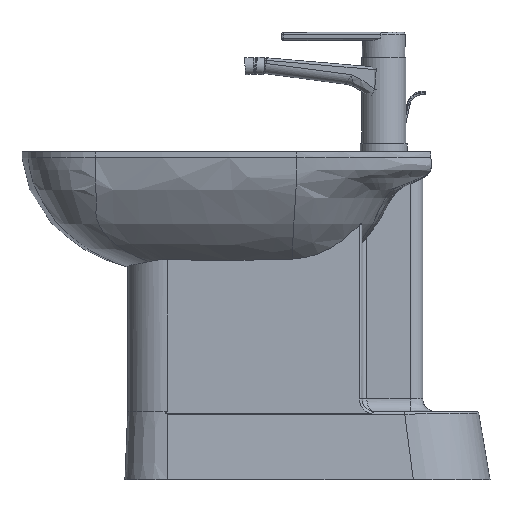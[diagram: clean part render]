
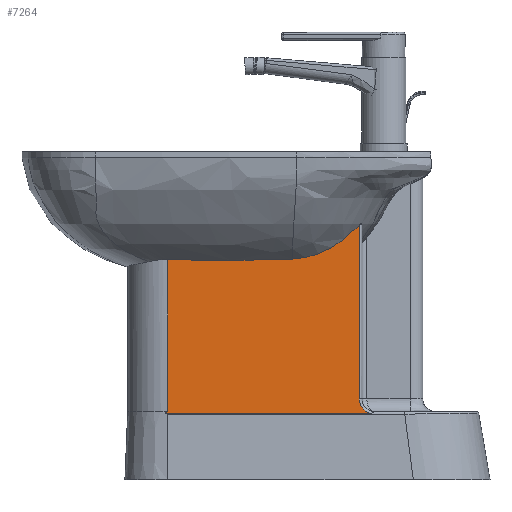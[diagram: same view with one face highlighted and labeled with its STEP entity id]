
A CAD part, front view. The second image highlights one B-rep face of the part: STEP entity #7264.
In plain terms, the highlighted planar face has unit normal (0, -1, 0).
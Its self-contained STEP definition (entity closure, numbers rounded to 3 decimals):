
#4880=CARTESIAN_POINT('',(-371.44,-91.682,-300.157));
#4881=VERTEX_POINT('',#4880);
#4906=CARTESIAN_POINT('',(-131.104,-91.682,-300.157));
#4907=VERTEX_POINT('',#4906);
#4942=CARTESIAN_POINT('',(-371.44,-91.682,-300.157));
#4943=DIRECTION('',(1.0,0.0,0.0));
#4944=VECTOR('',#4943,240.337);
#4945=LINE('',#4942,#4944);
#4946=EDGE_CURVE('',#4907,#4881,#4945,.F.);
#5765=CARTESIAN_POINT('',(-143.66,-91.682,-283.));
#5766=VERTEX_POINT('',#5765);
#5774=CARTESIAN_POINT('',(-125.66,-91.682,-283.));
#5775=DIRECTION('',(0.,-1.0,0.));
#5776=DIRECTION('',(-0.707,0.,-0.707));
#5777=AXIS2_PLACEMENT_3D('',#5774,#5775,#5776);
#5778=CIRCLE('',#5777,18.0);
#5779=EDGE_CURVE('',#5766,#4907,#5778,.T.);
#5792=CARTESIAN_POINT('',(-143.66,-91.682,-79.226));
#5793=VERTEX_POINT('',#5792);
#5811=CARTESIAN_POINT('',(-143.66,-91.682,-79.226));
#5812=DIRECTION('',(0.0,0.0,-1.0));
#5813=VECTOR('',#5812,203.774);
#5814=LINE('',#5811,#5813);
#5815=EDGE_CURVE('',#5793,#5766,#5814,.T.);
#6832=CARTESIAN_POINT('',(-368.56,-91.682,-298.));
#6833=VERTEX_POINT('',#6832);
#6834=CARTESIAN_POINT('',(-368.56,-91.682,-298.));
#6835=CARTESIAN_POINT('',(-369.999,-91.682,-298.));
#6836=CARTESIAN_POINT('',(-371.44,-91.682,-300.157));
#6844=(BOUNDED_CURVE()B_SPLINE_CURVE(2,(#6834,#6835,#6836),.UNSPECIFIED.,.F.,.U.)B_SPLINE_CURVE_WITH_KNOTS((3,3),(1.063,1.587),.UNSPECIFIED.)CURVE()GEOMETRIC_REPRESENTATION_ITEM()RATIONAL_B_SPLINE_CURVE((1.004,1.004,1.003))REPRESENTATION_ITEM(''));
#6845=EDGE_CURVE('',#6833,#4881,#6844,.T.);
#7124=CARTESIAN_POINT('',(-368.56,-91.682,-119.799));
#7125=VERTEX_POINT('',#7124);
#7126=CARTESIAN_POINT('',(-368.56,-91.682,-298.));
#7127=DIRECTION('',(0.0,0.0,1.0));
#7128=VECTOR('',#7127,178.201);
#7129=LINE('',#7126,#7128);
#7130=EDGE_CURVE('',#6833,#7125,#7129,.T.);
#7182=CARTESIAN_POINT('',(-140.66,-91.682,-303.));
#7183=DIRECTION('',(0.0,-1.0,0.0));
#7184=DIRECTION('',(0.0,0.0,-1.0));
#7185=AXIS2_PLACEMENT_3D('',#7182,#7183,#7184);
#7186=PLANE('',#7185);
#7187=ORIENTED_EDGE('',*,*,#5815,.F.);
#7188=CARTESIAN_POINT('',(-222.288,-91.682,-119.086));
#7189=VERTEX_POINT('',#7188);
#7190=CARTESIAN_POINT('',(-222.288,-91.682,-119.086));
#7191=CARTESIAN_POINT('',(-216.195,-91.682,-118.863));
#7192=CARTESIAN_POINT('',(-210.146,-91.682,-118.114));
#7193=CARTESIAN_POINT('',(-204.188,-91.682,-116.782));
#7194=CARTESIAN_POINT('',(-202.538,-91.682,-116.413));
#7195=CARTESIAN_POINT('',(-200.904,-91.682,-116.001));
#7196=CARTESIAN_POINT('',(-199.285,-91.682,-115.548));
#7197=CARTESIAN_POINT('',(-195.309,-91.682,-114.433));
#7198=CARTESIAN_POINT('',(-191.425,-91.682,-113.062));
#7199=CARTESIAN_POINT('',(-187.614,-91.682,-111.437));
#7200=CARTESIAN_POINT('',(-186.902,-91.682,-111.133));
#7201=CARTESIAN_POINT('',(-186.193,-91.682,-110.821));
#7202=CARTESIAN_POINT('',(-185.486,-91.682,-110.499));
#7203=CARTESIAN_POINT('',(-184.941,-91.682,-110.252));
#7204=CARTESIAN_POINT('',(-184.39,-91.682,-109.995));
#7205=CARTESIAN_POINT('',(-183.826,-91.682,-109.726));
#7206=CARTESIAN_POINT('',(-178.601,-91.682,-107.235));
#7207=CARTESIAN_POINT('',(-172.487,-91.682,-103.773));
#7208=CARTESIAN_POINT('',(-165.634,-91.682,-98.767));
#7209=CARTESIAN_POINT('',(-162.207,-91.682,-96.264));
#7210=CARTESIAN_POINT('',(-158.596,-91.682,-93.375));
#7211=CARTESIAN_POINT('',(-154.818,-91.682,-90.028));
#7212=CARTESIAN_POINT('',(-152.93,-91.682,-88.354));
#7213=CARTESIAN_POINT('',(-150.999,-91.682,-86.566));
#7214=CARTESIAN_POINT('',(-149.03,-91.682,-84.654));
#7215=CARTESIAN_POINT('',(-148.601,-91.682,-84.238));
#7216=CARTESIAN_POINT('',(-148.171,-91.682,-83.816));
#7217=CARTESIAN_POINT('',(-147.738,-91.682,-83.388));
#7218=CARTESIAN_POINT('',(-147.532,-91.682,-83.183));
#7219=CARTESIAN_POINT('',(-147.325,-91.682,-82.977));
#7220=CARTESIAN_POINT('',(-147.118,-91.682,-82.77));
#7221=CARTESIAN_POINT('',(-146.908,-91.682,-82.561));
#7222=CARTESIAN_POINT('',(-146.692,-91.682,-82.344));
#7223=CARTESIAN_POINT('',(-146.469,-91.682,-82.119));
#7224=CARTESIAN_POINT('',(-145.729,-91.682,-81.372));
#7225=CARTESIAN_POINT('',(-144.914,-91.682,-80.538));
#7226=CARTESIAN_POINT('',(-144.093,-91.682,-79.68));
#7227=CARTESIAN_POINT('',(-143.949,-91.682,-79.529));
#7228=CARTESIAN_POINT('',(-143.804,-91.682,-79.378));
#7229=CARTESIAN_POINT('',(-143.66,-91.682,-79.226));
#7230=B_SPLINE_CURVE_WITH_KNOTS('',3,(#7190,#7191,#7192,#7193,#7194,#7195,#7196,#7197,#7198,#7199,#7200,#7201,#7202,#7203,#7204,#7205,#7206,#7207,#7208,#7209,#7210,#7211,#7212,#7213,#7214,#7215,#7216,#7217,#7218,#7219,#7220,#7221,#7222,#7223,#7224,#7225,#7226,#7227,#7228,#7229),.UNSPECIFIED.,.F.,.U.,(4,3,3,3,3,3,3,3,3,3,3,3,3,4),(-15.216,-11.491,-10.46,-7.924,-7.451,-7.086,-3.701,-2.009,-1.163,-0.979,-0.891,-0.802,-0.508,-0.456),.UNSPECIFIED.);
#7231=EDGE_CURVE('',#7189,#5793,#7230,.T.);
#7232=ORIENTED_EDGE('',*,*,#7231,.F.);
#7233=CARTESIAN_POINT('',(-368.56,-91.682,-119.799));
#7234=CARTESIAN_POINT('',(-350.61,-91.682,-120.362));
#7235=CARTESIAN_POINT('',(-332.402,-91.682,-120.715));
#7236=CARTESIAN_POINT('',(-314.224,-91.682,-120.822));
#7237=CARTESIAN_POINT('',(-298.447,-91.682,-120.915));
#7238=CARTESIAN_POINT('',(-282.692,-91.682,-120.826));
#7239=CARTESIAN_POINT('',(-267.149,-91.682,-120.531));
#7240=CARTESIAN_POINT('',(-263.263,-91.682,-120.458));
#7241=CARTESIAN_POINT('',(-259.39,-91.682,-120.371));
#7242=CARTESIAN_POINT('',(-255.534,-91.682,-120.271));
#7243=CARTESIAN_POINT('',(-252.642,-91.682,-120.196));
#7244=CARTESIAN_POINT('',(-249.759,-91.682,-120.114));
#7245=CARTESIAN_POINT('',(-246.886,-91.682,-120.024));
#7246=CARTESIAN_POINT('',(-246.32,-91.682,-120.007));
#7247=CARTESIAN_POINT('',(-245.756,-91.682,-119.989));
#7248=CARTESIAN_POINT('',(-245.188,-91.682,-119.97));
#7249=CARTESIAN_POINT('',(-240.686,-91.682,-119.825));
#7250=CARTESIAN_POINT('',(-235.502,-91.682,-119.633));
#7251=CARTESIAN_POINT('',(-231.006,-91.682,-119.45));
#7252=CARTESIAN_POINT('',(-227.439,-91.682,-119.304));
#7253=CARTESIAN_POINT('',(-224.306,-91.682,-119.166));
#7254=CARTESIAN_POINT('',(-222.288,-91.682,-119.086));
#7255=B_SPLINE_CURVE_WITH_KNOTS('',3,(#7233,#7234,#7235,#7236,#7237,#7238,#7239,#7240,#7241,#7242,#7243,#7244,#7245,#7246,#7247,#7248,#7249,#7250,#7251,#7252,#7253,#7254),.UNSPECIFIED.,.F.,.U.,(4,3,3,3,3,3,3,4),(-8.212,-5.21,-2.605,-1.954,-1.465,-1.369,-0.606,0.0),.UNSPECIFIED.);
#7256=EDGE_CURVE('',#7125,#7189,#7255,.T.);
#7257=ORIENTED_EDGE('',*,*,#7256,.F.);
#7258=ORIENTED_EDGE('',*,*,#7130,.F.);
#7259=ORIENTED_EDGE('',*,*,#6845,.T.);
#7260=ORIENTED_EDGE('',*,*,#4946,.F.);
#7261=ORIENTED_EDGE('',*,*,#5779,.F.);
#7262=EDGE_LOOP('',(#7187,#7232,#7257,#7258,#7259,#7260,#7261));
#7263=FACE_OUTER_BOUND('',#7262,.T.);
#7264=ADVANCED_FACE('',(#7263),#7186,.T.);
